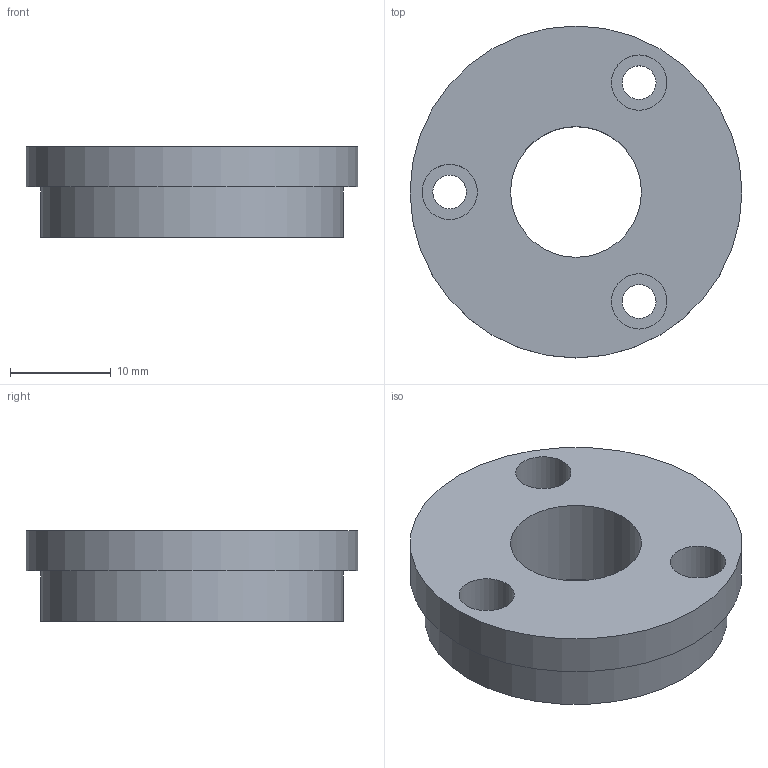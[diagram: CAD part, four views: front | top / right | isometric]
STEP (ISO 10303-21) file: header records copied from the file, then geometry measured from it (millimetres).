
FILE_DESCRIPTION(/* description */ (''),/* implementation_level */ '2;1');
FILE_NAME(/* name */ 'ramie5.step',/* time_stamp */ '2025-10-15T20:48:41+02:00',/* author */ (''),/* organization */ (''),/* preprocessor_version */ 'ST-DEVELOPER v20.1',/* originating_system */ 'Autodesk Translation Framework v14.17.0.0',/* authorisation */ '');
FILE_SCHEMA (('AUTOMOTIVE_DESIGN { 1 0 10303 214 3 1 1 }'));
Length unit declared in the file: millimetre
Products named in the file (1): Komponent programu Fusion
Bounding box: 33 x 33 x 9 mm (x, y, z)
Volume: 5375.4 mm3; surface area: 3010.1 mm2
Topology: 1 solids, 1 shells, 17 faces, 33 edges, 22 vertices
Faces by surface type: cylinder 9, plane 8
Full cylindrical faces by diameter (mm): 3.35 x3, 5.5 x3, 13 x1, 33 x1
Entity records: 501 total; most frequent: DIRECTION 87, CARTESIAN_POINT 73, ORIENTED_EDGE 66, AXIS2_PLACEMENT_3D 36, EDGE_CURVE 33, EDGE_LOOP 29, VERTEX_POINT 22, CIRCLE 18
